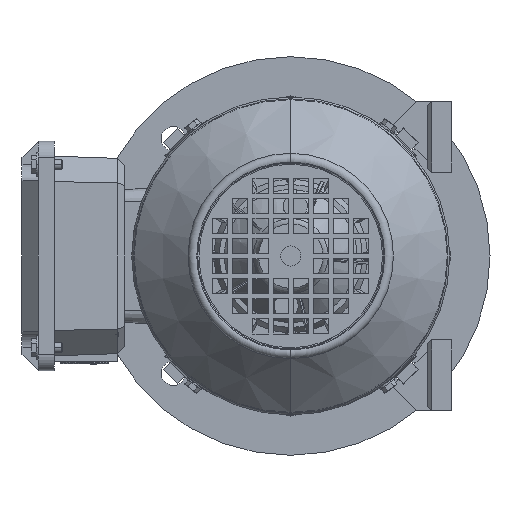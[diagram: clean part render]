
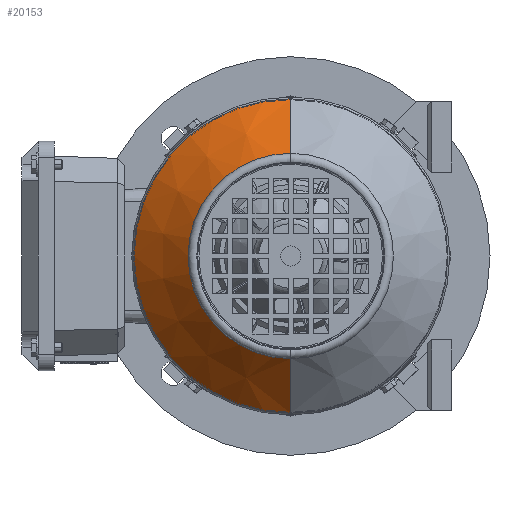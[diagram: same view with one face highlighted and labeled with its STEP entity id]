
A CAD part, left-side view. The second image highlights one B-rep face of the part: STEP entity #20153.
In plain terms, the highlighted conical face has half-angle 45 degrees and reference radius 51 mm.
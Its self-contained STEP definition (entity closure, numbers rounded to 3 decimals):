
#19678 = VERTEX_POINT ( 'NONE', #59946 ) ;
#19688 = VERTEX_POINT ( 'NONE', #59931 ) ;
#19771 = EDGE_CURVE ( 'NONE', #19678, #19772, #60247, .T. ) ;
#19772 = VERTEX_POINT ( 'NONE', #60353 ) ;
#19782 = VERTEX_POINT ( 'NONE', #60330 ) ;
#19786 = EDGE_CURVE ( 'NONE', #19688, #19782, #60318, .T. ) ;
#20147 = EDGE_CURVE ( 'NONE', #19772, #19782, #61802, .T. ) ;
#20153 = ADVANCED_FACE ( 'NONE', ( #61791 ), #61782, .T. ) ;
#20154 = EDGE_LOOP ( 'NONE', ( #20156, #20158, #20244, #20246 ) ) ;
#20156 = ORIENTED_EDGE ( 'NONE', *, *, #19771, .F. ) ;
#20158 = ORIENTED_EDGE ( 'NONE', *, *, #20160, .T. ) ;
#20160 = EDGE_CURVE ( 'NONE', #19678, #19688, #61927, .T. ) ;
#20244 = ORIENTED_EDGE ( 'NONE', *, *, #19786, .T. ) ;
#20246 = ORIENTED_EDGE ( 'NONE', *, *, #20147, .F. ) ;
#59931 = CARTESIAN_POINT ( 'NONE',  ( 86.331, 0., 51. ) ) ;
#59946 = CARTESIAN_POINT ( 'NONE',  ( 86.331, 0., -51. ) ) ;
#60229 = DIRECTION ( 'NONE',  ( -0.707, 0., -0.707 ) ) ;
#60231 = VECTOR ( 'NONE', #60229, 1000. ) ;
#60233 = CARTESIAN_POINT ( 'NONE',  ( 86.331, 0., -51. ) ) ;
#60247 = LINE ( 'NONE', #60233, #60231 ) ;
#60313 = DIRECTION ( 'NONE',  ( -0.707, 0., 0.707 ) ) ;
#60314 = VECTOR ( 'NONE', #60313, 1000. ) ;
#60316 = CARTESIAN_POINT ( 'NONE',  ( 86.331, 0., 51. ) ) ;
#60318 = LINE ( 'NONE', #60316, #60314 ) ;
#60330 = CARTESIAN_POINT ( 'NONE',  ( 59.21, 0., 78.121 ) ) ;
#60353 = CARTESIAN_POINT ( 'NONE',  ( 59.21, 0., -78.121 ) ) ;
#61777 = DIRECTION ( 'NONE',  ( 0., 0., 1. ) ) ;
#61778 = DIRECTION ( 'NONE',  ( -1., 0., 0. ) ) ;
#61780 = AXIS2_PLACEMENT_3D ( 'NONE', #61789, #61778, #61777 ) ;
#61782 = CONICAL_SURFACE ( 'NONE', #61780, 51., 0.785 ) ;
#61783 = CARTESIAN_POINT ( 'NONE',  ( 86.331, 0., 0. ) ) ;
#61789 = CARTESIAN_POINT ( 'NONE',  ( 86.331, 0., 0. ) ) ;
#61791 = FACE_OUTER_BOUND ( 'NONE', #20154, .T. ) ;
#61795 = DIRECTION ( 'NONE',  ( 0., 0., 1. ) ) ;
#61797 = DIRECTION ( 'NONE',  ( -1., 0., 0. ) ) ;
#61799 = CARTESIAN_POINT ( 'NONE',  ( 59.21, 0., 0. ) ) ;
#61800 = AXIS2_PLACEMENT_3D ( 'NONE', #61799, #61797, #61795 ) ;
#61802 = CIRCLE ( 'NONE', #61800, 78.121 ) ;
#61921 = DIRECTION ( 'NONE',  ( 0., 0., 1. ) ) ;
#61923 = DIRECTION ( 'NONE',  ( -1., 0., 0. ) ) ;
#61925 = AXIS2_PLACEMENT_3D ( 'NONE', #61783, #61923, #61921 ) ;
#61927 = CIRCLE ( 'NONE', #61925, 51. ) ;
